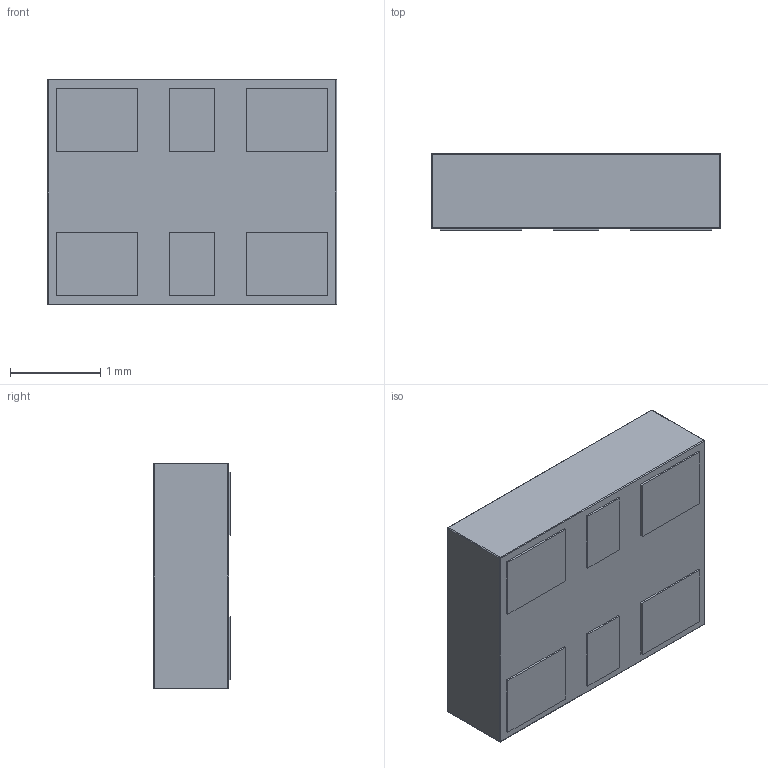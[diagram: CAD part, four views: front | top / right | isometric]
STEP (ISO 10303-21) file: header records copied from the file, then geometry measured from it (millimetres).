
FILE_DESCRIPTION (( 'STEP AP214' ), '1' );
FILE_NAME ('User Library-DFN-6 3.2x2.5.STEP', '2018-03-10T10:56:15', ( '' ), ( '' ), 'SwSTEP 2.0', 'SolidWorks 2018', '' );
FILE_SCHEMA (( 'AUTOMOTIVE_DESIGN' ));
Length unit declared in the file: millimetre
Products named in the file (4): User Library-DFN-6 3.2x2.5_Body; User Library-DFN-6 3.2x2.5_0.7x0.5 pin; User Library-DFN-6 3.2x2.5_0.9x0.7 pin; User Library-DFN-6 3.2x2.5
Assembly tree (7 placements, depth 2):
  User Library-DFN-6 3.2x2.5
    User Library-DFN-6 3.2x2.5_Body
    User Library-DFN-6 3.2x2.5_0.9x0.7 pin  x4
    User Library-DFN-6 3.2x2.5_0.7x0.5 pin  x2
Bounding box: 3.2 x 0.85 x 2.5 mm (x, y, z)
Volume: 6.7 mm3; surface area: 32.2 mm2
Topology: 7 solids, 7 shells, 67 faces, 138 edges, 78 vertices
Faces by surface type: plane 43, cylinder 14, bspline 10
Entity records: 1857 total; most frequent: CARTESIAN_POINT 365, DIRECTION 196, ORIENTED_EDGE 164, EDGE_CURVE 82, AXIS2_PLACEMENT_3D 73, UNCERTAINTY_MEASURE_WITH_UNIT 53, LINE 50, VECTOR 50
